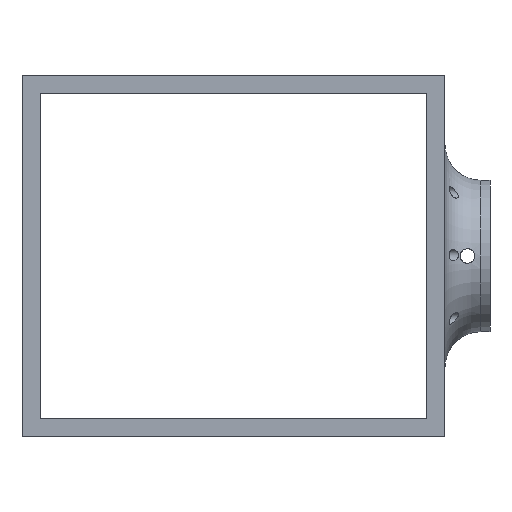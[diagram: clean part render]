
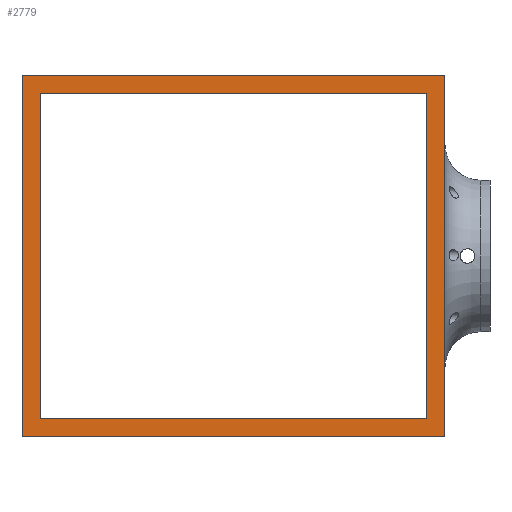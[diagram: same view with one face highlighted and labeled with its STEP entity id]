
A CAD part, front view. The second image highlights one B-rep face of the part: STEP entity #2779.
In plain terms, the highlighted planar face has unit normal (0, -1, 0).
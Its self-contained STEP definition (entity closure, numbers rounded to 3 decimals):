
#46 = VECTOR ( 'NONE', #222, 1000. ) ;
#111 = EDGE_CURVE ( 'NONE', #3176, #2849, #2867, .T. ) ;
#199 = FACE_BOUND ( 'NONE', #2448, .T. ) ;
#215 = CARTESIAN_POINT ( 'NONE',  ( 109.66, 91.781, 134.876 ) ) ;
#222 = DIRECTION ( 'NONE',  ( 1., 0., 0. ) ) ;
#244 = LINE ( 'NONE', #3204, #1445 ) ;
#245 = DIRECTION ( 'NONE',  ( 0., 0., -1. ) ) ;
#328 = VECTOR ( 'NONE', #245, 1000. ) ;
#427 = VERTEX_POINT ( 'NONE', #1686 ) ;
#504 = CARTESIAN_POINT ( 'NONE',  ( 0., 91.781, 0. ) ) ;
#537 = EDGE_CURVE ( 'NONE', #2809, #3444, #2528, .T. ) ;
#702 = VECTOR ( 'NONE', #3247, 1000. ) ;
#729 = CARTESIAN_POINT ( 'NONE',  ( 2.277, 91.781, 134.876 ) ) ;
#834 = ORIENTED_EDGE ( 'NONE', *, *, #3295, .F. ) ;
#848 = ORIENTED_EDGE ( 'NONE', *, *, #3037, .F. ) ;
#912 = CARTESIAN_POINT ( 'NONE',  ( 109.66, 91.781, 134.876 ) ) ;
#939 = CARTESIAN_POINT ( 'NONE',  ( 2.277, 91.781, 44.876 ) ) ;
#966 = DIRECTION ( 'NONE',  ( -1., 0., 0. ) ) ;
#1053 = LINE ( 'NONE', #3709, #1546 ) ;
#1129 = VERTEX_POINT ( 'NONE', #2046 ) ;
#1202 = DIRECTION ( 'NONE',  ( 0., 1., 0. ) ) ;
#1225 = CARTESIAN_POINT ( 'NONE',  ( -2.723, 91.781, 139.876 ) ) ;
#1260 = ORIENTED_EDGE ( 'NONE', *, *, #3951, .T. ) ;
#1427 = ORIENTED_EDGE ( 'NONE', *, *, #3867, .T. ) ;
#1445 = VECTOR ( 'NONE', #1545, 1000. ) ;
#1545 = DIRECTION ( 'NONE',  ( -1., 0., 0. ) ) ;
#1546 = VECTOR ( 'NONE', #2348, 1000. ) ;
#1574 = DIRECTION ( 'NONE',  ( 0., 0., 1. ) ) ;
#1629 = LINE ( 'NONE', #2966, #702 ) ;
#1686 = CARTESIAN_POINT ( 'NONE',  ( -2.723, 91.781, 39.876 ) ) ;
#1706 = ORIENTED_EDGE ( 'NONE', *, *, #2753, .F. ) ;
#1801 = CARTESIAN_POINT ( 'NONE',  ( -2.723, 91.781, 39.876 ) ) ;
#1901 = LINE ( 'NONE', #3861, #3682 ) ;
#2009 = CARTESIAN_POINT ( 'NONE',  ( 114.66, 91.781, 39.876 ) ) ;
#2046 = CARTESIAN_POINT ( 'NONE',  ( -2.723, 91.781, 139.876 ) ) ;
#2182 = CARTESIAN_POINT ( 'NONE',  ( 2.277, 91.781, 44.876 ) ) ;
#2202 = LINE ( 'NONE', #1801, #3596 ) ;
#2243 = CARTESIAN_POINT ( 'NONE',  ( 109.66, 91.781, 44.876 ) ) ;
#2251 = ORIENTED_EDGE ( 'NONE', *, *, #111, .T. ) ;
#2348 = DIRECTION ( 'NONE',  ( 0., 0., -1. ) ) ;
#2448 = EDGE_LOOP ( 'NONE', ( #1427, #2461, #1260, #2251 ) ) ;
#2461 = ORIENTED_EDGE ( 'NONE', *, *, #537, .T. ) ;
#2528 = LINE ( 'NONE', #939, #3999 ) ;
#2642 = AXIS2_PLACEMENT_3D ( 'NONE', #504, #1202, #2844 ) ;
#2652 = ORIENTED_EDGE ( 'NONE', *, *, #2729, .F. ) ;
#2729 = EDGE_CURVE ( 'NONE', #1129, #3792, #3757, .T. ) ;
#2753 = EDGE_CURVE ( 'NONE', #427, #1129, #2202, .T. ) ;
#2779 = ADVANCED_FACE ( 'NONE', ( #4124, #199 ), #2800, .F. ) ;
#2800 = PLANE ( 'NONE',  #2642 ) ;
#2809 = VERTEX_POINT ( 'NONE', #2182 ) ;
#2844 = DIRECTION ( 'NONE',  ( 0., 0., 1. ) ) ;
#2849 = VERTEX_POINT ( 'NONE', #2243 ) ;
#2866 = CARTESIAN_POINT ( 'NONE',  ( 114.66, 91.781, 139.876 ) ) ;
#2867 = LINE ( 'NONE', #912, #328 ) ;
#2966 = CARTESIAN_POINT ( 'NONE',  ( 2.277, 91.781, 134.876 ) ) ;
#3026 = VERTEX_POINT ( 'NONE', #2009 ) ;
#3037 = EDGE_CURVE ( 'NONE', #3792, #3026, #1053, .T. ) ;
#3043 = EDGE_LOOP ( 'NONE', ( #834, #848, #2652, #1706 ) ) ;
#3138 = DIRECTION ( 'NONE',  ( 0., 0., 1. ) ) ;
#3176 = VERTEX_POINT ( 'NONE', #215 ) ;
#3204 = CARTESIAN_POINT ( 'NONE',  ( 109.66, 91.781, 44.876 ) ) ;
#3247 = DIRECTION ( 'NONE',  ( 1., 0., 0. ) ) ;
#3295 = EDGE_CURVE ( 'NONE', #3026, #427, #1901, .T. ) ;
#3444 = VERTEX_POINT ( 'NONE', #729 ) ;
#3596 = VECTOR ( 'NONE', #3138, 1000. ) ;
#3682 = VECTOR ( 'NONE', #966, 1000. ) ;
#3709 = CARTESIAN_POINT ( 'NONE',  ( 114.66, 91.781, 139.876 ) ) ;
#3757 = LINE ( 'NONE', #1225, #46 ) ;
#3792 = VERTEX_POINT ( 'NONE', #2866 ) ;
#3861 = CARTESIAN_POINT ( 'NONE',  ( 114.66, 91.781, 39.876 ) ) ;
#3867 = EDGE_CURVE ( 'NONE', #2849, #2809, #244, .T. ) ;
#3951 = EDGE_CURVE ( 'NONE', #3444, #3176, #1629, .T. ) ;
#3999 = VECTOR ( 'NONE', #1574, 1000. ) ;
#4124 = FACE_OUTER_BOUND ( 'NONE', #3043, .T. ) ;
